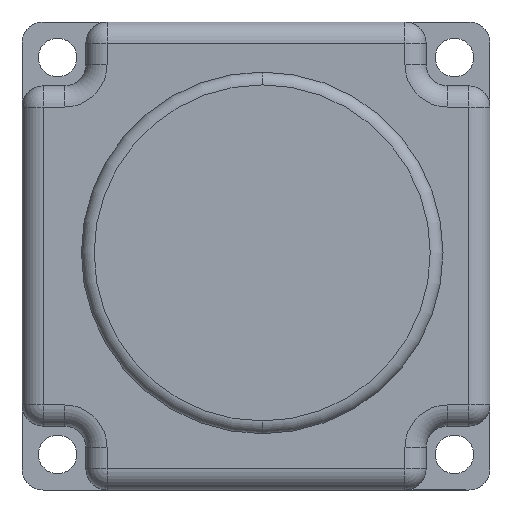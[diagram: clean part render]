
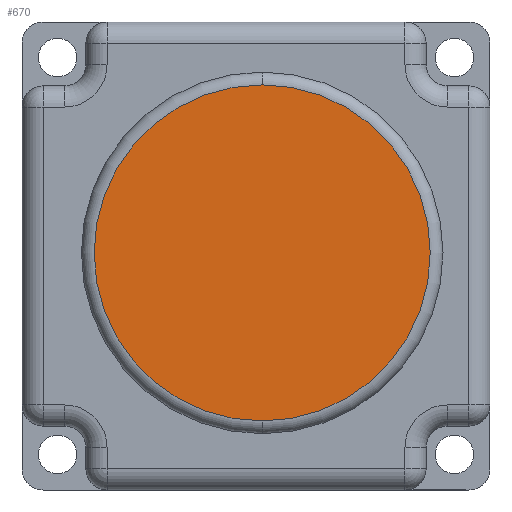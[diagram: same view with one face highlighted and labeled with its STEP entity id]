
A CAD part, front view. The second image highlights one B-rep face of the part: STEP entity #670.
In plain terms, the highlighted planar face has unit normal (0, -1, 0).
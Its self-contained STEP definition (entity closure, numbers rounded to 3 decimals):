
#27 = PLANE ( 'NONE',  #2909 ) ;
#398 = EDGE_CURVE ( 'NONE', #1107, #471, #1528, .T. ) ;
#471 = VERTEX_POINT ( 'NONE', #834 ) ;
#525 = DIRECTION ( 'NONE',  ( 0., 0., -1. ) ) ;
#556 = DIRECTION ( 'NONE',  ( 0., -1., 0. ) ) ;
#670 = ADVANCED_FACE ( 'NONE', ( #3820 ), #27, .T. ) ;
#718 = ORIENTED_EDGE ( 'NONE', *, *, #398, .T. ) ;
#834 = CARTESIAN_POINT ( 'NONE',  ( 0., -5., -39.5 ) ) ;
#1107 = VERTEX_POINT ( 'NONE', #2797 ) ;
#1168 = DIRECTION ( 'NONE',  ( 0., -1., 0. ) ) ;
#1222 = DIRECTION ( 'NONE',  ( 0., 0., -1. ) ) ;
#1288 = CIRCLE ( 'NONE', #3178, 39.5 ) ;
#1528 = CIRCLE ( 'NONE', #1962, 39.5 ) ;
#1570 = CARTESIAN_POINT ( 'NONE',  ( 0., -5., 0. ) ) ;
#1674 = DIRECTION ( 'NONE',  ( 0., 0., -1. ) ) ;
#1826 = DIRECTION ( 'NONE',  ( 0., -1., 0. ) ) ;
#1962 = AXIS2_PLACEMENT_3D ( 'NONE', #1570, #1826, #1674 ) ;
#2475 = ORIENTED_EDGE ( 'NONE', *, *, #3091, .T. ) ;
#2681 = CARTESIAN_POINT ( 'NONE',  ( 0., -5., 0. ) ) ;
#2797 = CARTESIAN_POINT ( 'NONE',  ( 0., -5., 39.5 ) ) ;
#2909 = AXIS2_PLACEMENT_3D ( 'NONE', #2681, #1168, #1222 ) ;
#3091 = EDGE_CURVE ( 'NONE', #471, #1107, #1288, .T. ) ;
#3113 = EDGE_LOOP ( 'NONE', ( #2475, #718 ) ) ;
#3178 = AXIS2_PLACEMENT_3D ( 'NONE', #3822, #556, #525 ) ;
#3820 = FACE_OUTER_BOUND ( 'NONE', #3113, .T. ) ;
#3822 = CARTESIAN_POINT ( 'NONE',  ( 0., -5., 0. ) ) ;
